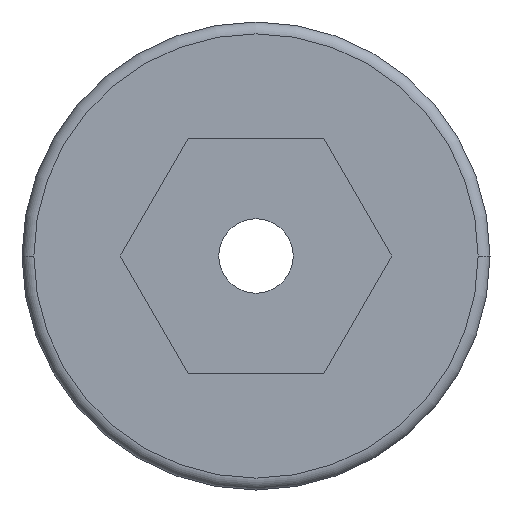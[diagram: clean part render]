
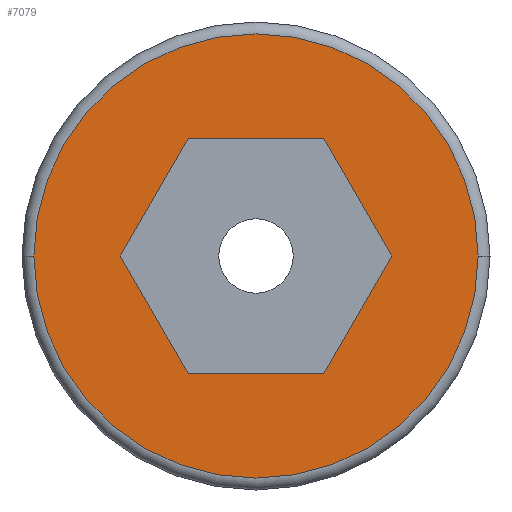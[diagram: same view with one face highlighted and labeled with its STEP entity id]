
A CAD part, left-side view. The second image highlights one B-rep face of the part: STEP entity #7079.
In plain terms, the highlighted planar face has unit normal (-1, 0, 0).
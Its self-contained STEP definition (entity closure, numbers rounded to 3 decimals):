
#2864=DIRECTION('',(0.,-0.5,0.866));
#2865=VECTOR('',#2864,2.898);
#2866=CARTESIAN_POINT('',(-5.85,2.898,0.));
#2867=LINE('',#2866,#2865);
#2868=DIRECTION('',(0.,0.5,0.866));
#2869=VECTOR('',#2868,2.898);
#2870=CARTESIAN_POINT('',(-5.85,1.449,-2.51));
#2871=LINE('',#2870,#2869);
#2872=DIRECTION('',(0.,1.,0.));
#2873=VECTOR('',#2872,2.898);
#2874=CARTESIAN_POINT('',(-5.85,-1.449,-2.51));
#2875=LINE('',#2874,#2873);
#2876=DIRECTION('',(0.,0.5,-0.866));
#2877=VECTOR('',#2876,2.898);
#2878=CARTESIAN_POINT('',(-5.85,-2.898,0.));
#2879=LINE('',#2878,#2877);
#2880=DIRECTION('',(0.,-0.5,-0.866));
#2881=VECTOR('',#2880,2.898);
#2882=CARTESIAN_POINT('',(-5.85,-1.449,2.51));
#2883=LINE('',#2882,#2881);
#2884=DIRECTION('',(0.,-1.,0.));
#2885=VECTOR('',#2884,2.898);
#2886=CARTESIAN_POINT('',(-5.85,1.449,2.51));
#2887=LINE('',#2886,#2885);
#2888=CARTESIAN_POINT('',(-5.85,0.,0.));
#2889=DIRECTION('',(-1.,0.,0.));
#2890=DIRECTION('',(0.,1.,0.));
#2891=AXIS2_PLACEMENT_3D('',#2888,#2889,#2890);
#2893=CARTESIAN_POINT('',(-5.85,0.,0.));
#2894=DIRECTION('',(-1.,0.,0.));
#2895=DIRECTION('',(0.,-1.,0.));
#2896=AXIS2_PLACEMENT_3D('',#2893,#2894,#2895);
#3115=CARTESIAN_POINT('',(-5.85,2.898,0.));
#3116=CARTESIAN_POINT('',(-5.85,1.449,2.51));
#3117=VERTEX_POINT('',#3115);
#3118=VERTEX_POINT('',#3116);
#3119=CARTESIAN_POINT('',(-5.85,-1.449,2.51));
#3120=VERTEX_POINT('',#3119);
#3121=CARTESIAN_POINT('',(-5.85,-2.898,0.));
#3122=VERTEX_POINT('',#3121);
#3123=CARTESIAN_POINT('',(-5.85,-1.449,-2.51));
#3124=VERTEX_POINT('',#3123);
#3125=CARTESIAN_POINT('',(-5.85,1.449,-2.51));
#3126=VERTEX_POINT('',#3125);
#3127=CARTESIAN_POINT('',(-5.85,4.746,0.));
#3128=CARTESIAN_POINT('',(-5.85,-4.746,0.));
#3129=VERTEX_POINT('',#3127);
#3130=VERTEX_POINT('',#3128);
#7055=CARTESIAN_POINT('',(-5.85,0.,0.));
#7056=DIRECTION('',(1.,0.,0.));
#7057=DIRECTION('',(0.,-1.,0.));
#7058=AXIS2_PLACEMENT_3D('',#7055,#7056,#7057);
#7059=PLANE('',#7058);
#7061=ORIENTED_EDGE('',*,*,#7060,.F.);
#7062=ORIENTED_EDGE('',*,*,#7045,.F.);
#7063=EDGE_LOOP('',(#7061,#7062));
#7064=FACE_OUTER_BOUND('',#7063,.F.);
#7066=ORIENTED_EDGE('',*,*,#7065,.F.);
#7068=ORIENTED_EDGE('',*,*,#7067,.F.);
#7070=ORIENTED_EDGE('',*,*,#7069,.F.);
#7072=ORIENTED_EDGE('',*,*,#7071,.F.);
#7074=ORIENTED_EDGE('',*,*,#7073,.F.);
#7076=ORIENTED_EDGE('',*,*,#7075,.F.);
#7077=EDGE_LOOP('',(#7066,#7068,#7070,#7072,#7074,#7076));
#7078=FACE_BOUND('',#7077,.F.);
#2892=CIRCLE('',#2891,4.746);
#2897=CIRCLE('',#2896,4.746);
#7045=EDGE_CURVE('',#3130,#3129,#2897,.T.);
#7060=EDGE_CURVE('',#3129,#3130,#2892,.T.);
#7065=EDGE_CURVE('',#3117,#3118,#2867,.T.);
#7067=EDGE_CURVE('',#3126,#3117,#2871,.T.);
#7069=EDGE_CURVE('',#3124,#3126,#2875,.T.);
#7071=EDGE_CURVE('',#3122,#3124,#2879,.T.);
#7073=EDGE_CURVE('',#3120,#3122,#2883,.T.);
#7075=EDGE_CURVE('',#3118,#3120,#2887,.T.);
#7079=ADVANCED_FACE('',(#7064,#7078),#7059,.F.);
